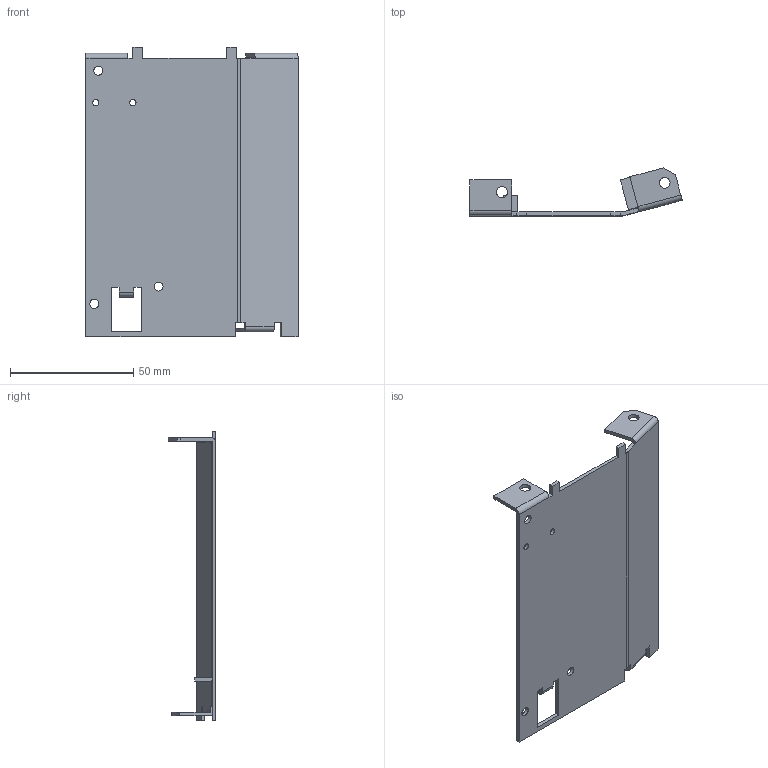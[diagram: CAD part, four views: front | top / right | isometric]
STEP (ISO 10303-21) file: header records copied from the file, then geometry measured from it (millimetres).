
FILE_DESCRIPTION(/* description */ (''),/* implementation_level */ '2;1');
FILE_NAME(/* name */ '101523.1402.000.stp',/* time_stamp */ '2017-01-16T08:52:36+01:00',/* author */ (''),/* organization */ (''),/* preprocessor_version */ 'ST-DEVELOPER v11',/* originating_system */ 'SIEMENS PLM Software NX 7.5',/* authorisation */ '');
FILE_SCHEMA (('CONFIG_CONTROL_DESIGN'));
Length unit declared in the file: millimetre
Products named in the file (2): 101523.1402.000_0
Assembly tree (2 placements, depth 2):
  101523.1402.000_0
    101523.1402.000_0  x2
Bounding box: 85.93 x 19.36 x 117.3 mm (x, y, z)
Volume: 30426.3 mm3; surface area: 42629.8 mm2
Topology: 2 solids, 2 shells, 126 faces, 366 edges, 244 vertices
Faces by surface type: plane 90, cylinder 36
Full cylindrical faces by diameter (mm): 2.6 x4, 3.6 x8, 4.3 x2, 4.5 x2
Entity records: 2265 total; most frequent: CARTESIAN_POINT 355, ORIENTED_EDGE 342, DIRECTION 339, EDGE_CURVE 171, LINE 135, VECTOR 135, VERTEX_POINT 118, AXIS2_PLACEMENT_3D 102
